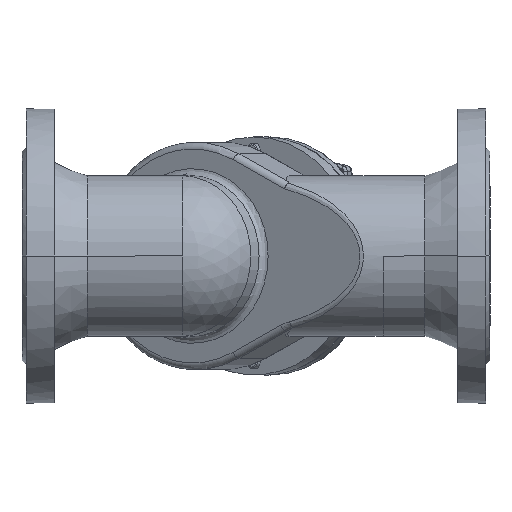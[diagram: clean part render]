
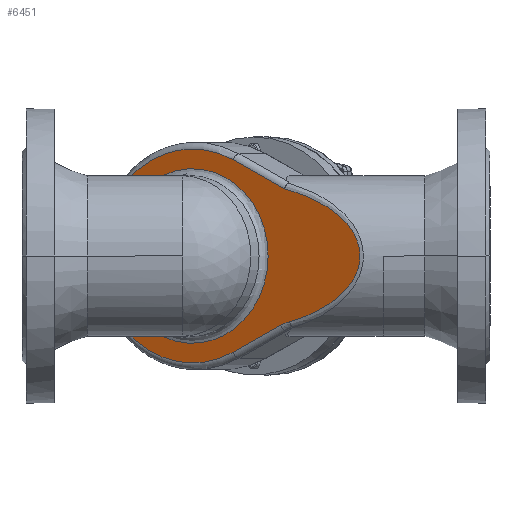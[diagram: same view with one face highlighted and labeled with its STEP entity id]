
A CAD part, front view. The second image highlights one B-rep face of the part: STEP entity #6451.
In plain terms, the highlighted planar face has unit normal (-0.5, -0.866, 0).
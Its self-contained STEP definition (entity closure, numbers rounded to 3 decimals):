
#1456=CARTESIAN_POINT('',(215.375,-25.152,
-51.801));
#1457=CARTESIAN_POINT('',(216.005,-25.516,
-51.447));
#1458=CARTESIAN_POINT('',(217.335,-26.284,
-50.785));
#1459=CARTESIAN_POINT('',(219.542,-27.558,
-49.921));
#1460=CARTESIAN_POINT('',(221.147,-28.484,
-49.415));
#1461=CARTESIAN_POINT('',(221.981,-28.967,
-49.174));
#1463=CARTESIAN_POINT('',(221.981,-28.967,
-49.174));
#1668=CARTESIAN_POINT('',(86.81,49.075,34.521));
#1688=CARTESIAN_POINT('',(149.31,12.99,0.));
#1689=DIRECTION('',(-0.5,-0.866,0.));
#1690=DIRECTION('',(-0.572,0.33,-0.751));
#1691=AXIS2_PLACEMENT_3D('',#1688,#1689,#1690);
#1693=CARTESIAN_POINT('',(149.31,12.99,0.));
#1694=DIRECTION('',(-0.5,-0.866,0.));
#1695=DIRECTION('',(0.866,-0.5,-0.001));
#1696=AXIS2_PLACEMENT_3D('',#1693,#1694,#1695);
#1698=CARTESIAN_POINT('',(149.31,12.99,0.));
#1699=DIRECTION('',(0.5,0.866,0.));
#1700=DIRECTION('',(-0.781,0.451,0.432));
#1701=AXIS2_PLACEMENT_3D('',#1698,#1699,#1700);
#1703=CARTESIAN_POINT('',(149.31,12.99,0.));
#1704=DIRECTION('',(0.5,0.866,0.));
#1705=DIRECTION('',(-0.387,0.223,0.895));
#1706=AXIS2_PLACEMENT_3D('',#1703,#1704,#1705);
#1708=DIRECTION('',(0.778,-0.449,-0.438));
#1709=VECTOR('',#1708,49.495);
#1710=CARTESIAN_POINT('',(179.681,-4.544,71.904));
#1711=LINE('',#1710,#1709);
#1712=CARTESIAN_POINT('',(218.207,-26.787,50.206));
#1713=CARTESIAN_POINT('',(219.052,-27.275,49.988));
#1714=CARTESIAN_POINT('',(224.117,-30.199,48.629));
#1715=CARTESIAN_POINT('',(232.845,-35.239,45.735));
#1716=CARTESIAN_POINT('',(243.673,-41.49,40.797));
#1717=CARTESIAN_POINT('',(252.825,-46.774,35.247));
#1718=CARTESIAN_POINT('',(260.326,-51.105,29.238));
#1719=CARTESIAN_POINT('',(266.197,-54.494,22.915));
#1720=CARTESIAN_POINT('',(270.452,-56.951,16.466));
#1721=CARTESIAN_POINT('',(273.174,-58.522,10.082));
#1722=CARTESIAN_POINT('',(274.532,-59.307,3.862));
#1723=CARTESIAN_POINT('',(274.684,-59.395,
-2.26));
#1724=CARTESIAN_POINT('',(273.651,-58.798,
-8.448));
#1725=CARTESIAN_POINT('',(271.307,-57.445,
-14.778));
#1726=CARTESIAN_POINT('',(267.489,-55.24,
-21.191));
#1727=CARTESIAN_POINT('',(262.112,-52.136,
-27.507));
#1728=CARTESIAN_POINT('',(255.137,-48.109,
-33.564));
#1729=CARTESIAN_POINT('',(246.575,-43.166,
-39.193));
#1730=CARTESIAN_POINT('',(236.418,-37.302,
-44.256));
#1731=CARTESIAN_POINT('',(227.999,-32.441,
-47.368));
#1732=CARTESIAN_POINT('',(223.008,-29.559,
-48.877));
#1733=CARTESIAN_POINT('',(221.981,-28.967,
-49.174));
#1735=DIRECTION('',(-0.778,0.449,-0.438));
#1736=VECTOR('',#1735,45.857);
#1737=CARTESIAN_POINT('',(215.375,-25.152,
-51.801));
#1738=LINE('',#1737,#1736);
#1739=CARTESIAN_POINT('',(149.31,12.99,0.));
#1740=DIRECTION('',(0.5,0.866,0.));
#1741=DIRECTION('',(0.38,-0.219,-0.899));
#1742=AXIS2_PLACEMENT_3D('',#1739,#1740,#1741);
#1774=CARTESIAN_POINT('',(111.987,34.539,49.062));
#1791=CARTESIAN_POINT('',(111.987,34.539,-49.062));
#1793=CARTESIAN_POINT('',(111.987,34.539,-49.062));
#1794=CARTESIAN_POINT('',(103.05,39.699,-45.429));
#1795=CARTESIAN_POINT('',(94.533,44.616,-40.859));
#1796=CARTESIAN_POINT('',(86.81,49.075,-34.521));
#1806=CARTESIAN_POINT('',(86.81,49.075,34.521));
#1807=CARTESIAN_POINT('',(94.533,44.616,40.859));
#1808=CARTESIAN_POINT('',(103.05,39.699,45.429));
#1809=CARTESIAN_POINT('',(111.987,34.539,49.062));
#3902=VERTEX_POINT('',#1774);
#3909=VERTEX_POINT('',#1668);
#3910=VERTEX_POINT('',#1463);
#3911=VERTEX_POINT('',#1712);
#3913=CARTESIAN_POINT('',(215.375,-25.152,
-51.801));
#3914=VERTEX_POINT('',#3913);
#3935=VERTEX_POINT('',#1791);
#3936=VERTEX_POINT('',#1796);
#4402=CARTESIAN_POINT('',(205.864,-19.661,
-0.061));
#4403=VERTEX_POINT('',#4402);
#4404=CARTESIAN_POINT('',(118.363,30.857,71.576));
#4405=VERTEX_POINT('',#4404);
#4406=CARTESIAN_POINT('',(179.681,-4.544,71.904));
#4407=VERTEX_POINT('',#4406);
#4408=CARTESIAN_POINT('',(179.681,-4.544,
-71.904));
#4409=VERTEX_POINT('',#4408);
#6428=CARTESIAN_POINT('',(149.31,12.99,0.));
#6429=DIRECTION('',(0.5,0.866,0.));
#6430=DIRECTION('',(0.866,-0.5,0.));
#6431=AXIS2_PLACEMENT_3D('',#6428,#6429,#6430);
#6432=PLANE('',#6431);
#6434=ORIENTED_EDGE('',*,*,#6433,.T.);
#6436=ORIENTED_EDGE('',*,*,#6435,.T.);
#6438=ORIENTED_EDGE('',*,*,#6437,.F.);
#6439=ORIENTED_EDGE('',*,*,#6418,.T.);
#6440=ORIENTED_EDGE('',*,*,#6416,.T.);
#6441=ORIENTED_EDGE('',*,*,#5850,.T.);
#6442=ORIENTED_EDGE('',*,*,#5971,.T.);
#6443=ORIENTED_EDGE('',*,*,#6006,.F.);
#6445=ORIENTED_EDGE('',*,*,#6444,.T.);
#6446=ORIENTED_EDGE('',*,*,#6255,.T.);
#6448=ORIENTED_EDGE('',*,*,#6447,.F.);
#6449=EDGE_LOOP('',(#6434,#6436,#6438,#6439,#6440,#6441,#6442,#6443,#6445,#6446,
#6448));
#6450=FACE_OUTER_BOUND('',#6449,.F.);
#6451=ADVANCED_FACE('',(#6450),#6432,.F.);
#1462=B_SPLINE_CURVE_WITH_KNOTS('',3,(#1456,#1457,#1458,#1459,#1460,#1461),
.UNSPECIFIED.,.F.,.F.,(4,1,1,4),(0.,0.333,0.667,1.),
.UNSPECIFIED.);
#1692=CIRCLE('',#1691,65.302);
#1697=CIRCLE('',#1696,65.302);
#1702=CIRCLE('',#1701,80.);
#1707=CIRCLE('',#1706,80.);
#1734=B_SPLINE_CURVE_WITH_KNOTS('',3,(#1712,#1713,#1714,#1715,#1716,#1717,#1718,
#1719,#1720,#1721,#1722,#1723,#1724,#1725,#1726,#1727,#1728,#1729,#1730,#1731,
#1732,#1733),.UNSPECIFIED.,.F.,.F.,(4,1,1,1,1,1,1,1,1,1,1,1,1,1,1,1,1,1,1,4),(
0.,0.017,0.104,0.182,0.251,
0.312,0.366,0.413,0.454,
0.491,0.526,0.562,0.602,
0.647,0.698,0.757,0.823,
0.896,0.979,1.),.UNSPECIFIED.);
#1743=CIRCLE('',#1742,80.);
#1797=B_SPLINE_CURVE_WITH_KNOTS('',3,(#1793,#1794,#1795,#1796),.UNSPECIFIED.,
.F.,.F.,(4,4),(0.,1.),.UNSPECIFIED.);
#1810=B_SPLINE_CURVE_WITH_KNOTS('',3,(#1806,#1807,#1808,#1809),.UNSPECIFIED.,
.F.,.F.,(4,4),(0.,1.),.UNSPECIFIED.);
#5850=EDGE_CURVE('',#4407,#3911,#1711,.T.);
#5971=EDGE_CURVE('',#3911,#3910,#1734,.T.);
#6006=EDGE_CURVE('',#3914,#3910,#1462,.T.);
#6255=EDGE_CURVE('',#4409,#3936,#1743,.T.);
#6416=EDGE_CURVE('',#4405,#4407,#1707,.T.);
#6418=EDGE_CURVE('',#3909,#4405,#1702,.T.);
#6433=EDGE_CURVE('',#3935,#4403,#1692,.T.);
#6435=EDGE_CURVE('',#4403,#3902,#1697,.T.);
#6437=EDGE_CURVE('',#3909,#3902,#1810,.T.);
#6444=EDGE_CURVE('',#3914,#4409,#1738,.T.);
#6447=EDGE_CURVE('',#3935,#3936,#1797,.T.);
